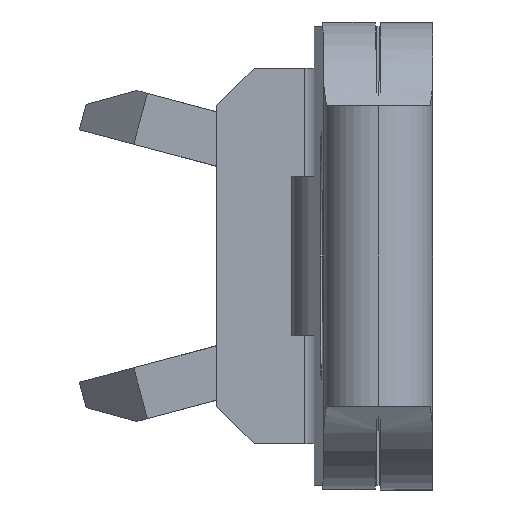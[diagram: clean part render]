
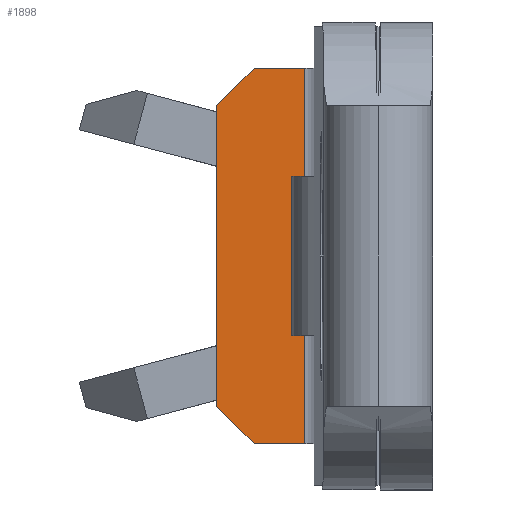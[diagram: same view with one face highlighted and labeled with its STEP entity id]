
A CAD part, left-side view. The second image highlights one B-rep face of the part: STEP entity #1898.
In plain terms, the highlighted planar face has unit normal (-1, 0, 0).
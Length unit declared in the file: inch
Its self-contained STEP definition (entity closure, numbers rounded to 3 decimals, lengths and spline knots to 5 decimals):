
#98 = LINE ( 'NONE', #2614, #4658 ) ;
#119 = VERTEX_POINT ( 'NONE', #4285 ) ;
#227 = EDGE_CURVE ( 'NONE', #4777, #4452, #98, .T. ) ;
#497 = CARTESIAN_POINT ( 'NONE',  ( 0.861, 0.066, 0.1 ) ) ;
#562 = EDGE_LOOP ( 'NONE', ( #1529, #1545, #1570, #1598, #1624, #1643 ) ) ;
#857 = CARTESIAN_POINT ( 'NONE',  ( 0.861, 0.039, -0.1 ) ) ;
#1071 = LINE ( 'NONE', #2525, #5590 ) ;
#1124 = VECTOR ( 'NONE', #3378, 39.37008 ) ;
#1319 = DIRECTION ( 'NONE',  ( 0., 0., -1. ) ) ;
#1451 = LINE ( 'NONE', #497, #2491 ) ;
#1529 = ORIENTED_EDGE ( 'NONE', *, *, #2754, .T. ) ;
#1545 = ORIENTED_EDGE ( 'NONE', *, *, #3831, .T. ) ;
#1570 = ORIENTED_EDGE ( 'NONE', *, *, #4701, .T. ) ;
#1598 = ORIENTED_EDGE ( 'NONE', *, *, #4901, .T. ) ;
#1624 = ORIENTED_EDGE ( 'NONE', *, *, #227, .T. ) ;
#1643 = ORIENTED_EDGE ( 'NONE', *, *, #2082, .F. ) ;
#1898 = ADVANCED_FACE ( 'NONE', ( #4384 ), #2615, .F. ) ;
#1980 = CARTESIAN_POINT ( 'NONE',  ( 0.861, 0.086, 0.1245 ) ) ;
#2058 = CARTESIAN_POINT ( 'NONE',  ( 0.861, 0.039, 0.1 ) ) ;
#2082 = EDGE_CURVE ( 'NONE', #4851, #4452, #5580, .T. ) ;
#2097 = DIRECTION ( 'NONE',  ( 0., -0.707, -0.707 ) ) ;
#2098 = VECTOR ( 'NONE', #3666, 39.37008 ) ;
#2162 = LINE ( 'NONE', #3814, #1124 ) ;
#2202 = AXIS2_PLACEMENT_3D ( 'NONE', #3942, #3961, #1319 ) ;
#2491 = VECTOR ( 'NONE', #4035, 39.37008 ) ;
#2525 = CARTESIAN_POINT ( 'NONE',  ( 0.861, 0.066, -0.1 ) ) ;
#2614 = CARTESIAN_POINT ( 'NONE',  ( 0.861, 0.086, -0.1 ) ) ;
#2615 = PLANE ( 'NONE',  #2202 ) ;
#2754 = EDGE_CURVE ( 'NONE', #4851, #3246, #2162, .T. ) ;
#3089 = VERTEX_POINT ( 'NONE', #4922 ) ;
#3220 = LINE ( 'NONE', #1980, #3770 ) ;
#3226 = CARTESIAN_POINT ( 'NONE',  ( 0.861, 0.039, 0.1245 ) ) ;
#3246 = VERTEX_POINT ( 'NONE', #5621 ) ;
#3363 = CARTESIAN_POINT ( 'NONE',  ( 0.861, 0.066, -0.1 ) ) ;
#3378 = DIRECTION ( 'NONE',  ( 0., 1., 0. ) ) ;
#3501 = DIRECTION ( 'NONE',  ( 0., -1., 0. ) ) ;
#3666 = DIRECTION ( 'NONE',  ( 0., 0., -1. ) ) ;
#3770 = VECTOR ( 'NONE', #5062, 39.37008 ) ;
#3814 = CARTESIAN_POINT ( 'NONE',  ( 0.861, 0.086, 0.1 ) ) ;
#3831 = EDGE_CURVE ( 'NONE', #3246, #119, #1451, .T. ) ;
#3942 = CARTESIAN_POINT ( 'NONE',  ( 0.861, 0.086, 0.1245 ) ) ;
#3961 = DIRECTION ( 'NONE',  ( 1., 0., 0. ) ) ;
#4035 = DIRECTION ( 'NONE',  ( 0., 0.707, -0.707 ) ) ;
#4285 = CARTESIAN_POINT ( 'NONE',  ( 0.861, 0.086, 0.08 ) ) ;
#4384 = FACE_OUTER_BOUND ( 'NONE', #562, .T. ) ;
#4452 = VERTEX_POINT ( 'NONE', #857 ) ;
#4658 = VECTOR ( 'NONE', #3501, 39.37008 ) ;
#4701 = EDGE_CURVE ( 'NONE', #119, #3089, #3220, .T. ) ;
#4777 = VERTEX_POINT ( 'NONE', #3363 ) ;
#4851 = VERTEX_POINT ( 'NONE', #2058 ) ;
#4901 = EDGE_CURVE ( 'NONE', #3089, #4777, #1071, .T. ) ;
#4922 = CARTESIAN_POINT ( 'NONE',  ( 0.861, 0.086, -0.08 ) ) ;
#5062 = DIRECTION ( 'NONE',  ( 0., 0., -1. ) ) ;
#5580 = LINE ( 'NONE', #3226, #2098 ) ;
#5590 = VECTOR ( 'NONE', #2097, 39.37008 ) ;
#5621 = CARTESIAN_POINT ( 'NONE',  ( 0.861, 0.066, 0.1 ) ) ;
